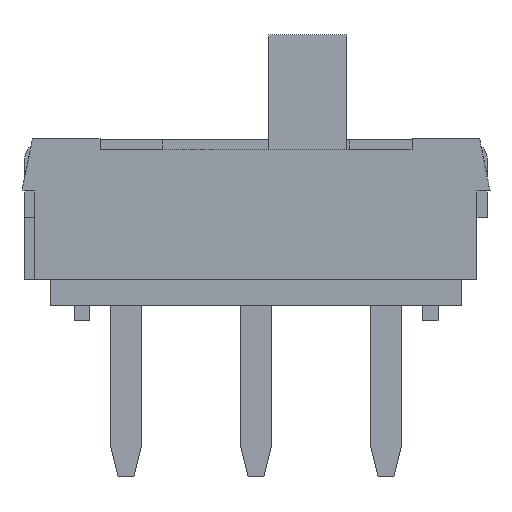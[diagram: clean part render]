
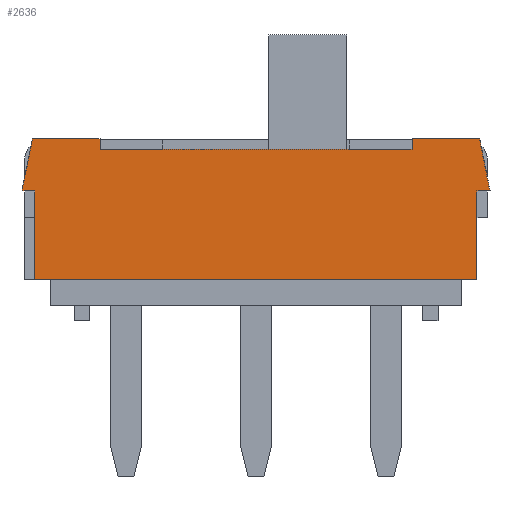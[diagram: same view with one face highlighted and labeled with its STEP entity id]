
A CAD part, front view. The second image highlights one B-rep face of the part: STEP entity #2636.
In plain terms, the highlighted planar face has unit normal (0, -1, 0).
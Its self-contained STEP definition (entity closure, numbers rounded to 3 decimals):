
#42=FACE_OUTER_BOUND('',#180,.T.);
#180=EDGE_LOOP('',(#1684,#1685,#1686,#1687,#1688,#1689,#1690,#1691,#1692,
#1693,#1694,#1695));
#324=LINE('',#3613,#679);
#367=LINE('',#3704,#722);
#368=LINE('',#3706,#723);
#369=LINE('',#3708,#724);
#370=LINE('',#3710,#725);
#371=LINE('',#3712,#726);
#372=LINE('',#3713,#727);
#373=LINE('',#3715,#728);
#374=LINE('',#3717,#729);
#375=LINE('',#3719,#730);
#376=LINE('',#3721,#731);
#377=LINE('',#3722,#732);
#679=VECTOR('',#2947,1.);
#722=VECTOR('',#3008,1.);
#723=VECTOR('',#3009,1.);
#724=VECTOR('',#3010,1.);
#725=VECTOR('',#3011,1.);
#726=VECTOR('',#3012,1.);
#727=VECTOR('',#3013,1.);
#728=VECTOR('',#3014,1.);
#729=VECTOR('',#3015,10.);
#730=VECTOR('',#3016,10.);
#731=VECTOR('',#3017,10.);
#732=VECTOR('',#3018,1.);
#1034=VERTEX_POINT('',#3610);
#1035=VERTEX_POINT('',#3612);
#1073=VERTEX_POINT('',#3702);
#1074=VERTEX_POINT('',#3703);
#1075=VERTEX_POINT('',#3705);
#1076=VERTEX_POINT('',#3707);
#1077=VERTEX_POINT('',#3709);
#1078=VERTEX_POINT('',#3711);
#1079=VERTEX_POINT('',#3714);
#1080=VERTEX_POINT('',#3716);
#1081=VERTEX_POINT('',#3718);
#1082=VERTEX_POINT('',#3720);
#1269=EDGE_CURVE('',#1035,#1034,#324,.T.);
#1312=EDGE_CURVE('',#1073,#1074,#367,.T.);
#1313=EDGE_CURVE('',#1075,#1073,#368,.T.);
#1314=EDGE_CURVE('',#1076,#1075,#369,.T.);
#1315=EDGE_CURVE('',#1077,#1076,#370,.T.);
#1316=EDGE_CURVE('',#1078,#1077,#371,.T.);
#1317=EDGE_CURVE('',#1078,#1035,#372,.T.);
#1318=EDGE_CURVE('',#1079,#1034,#373,.T.);
#1319=EDGE_CURVE('',#1079,#1080,#374,.T.);
#1320=EDGE_CURVE('',#1080,#1081,#375,.T.);
#1321=EDGE_CURVE('',#1081,#1082,#376,.T.);
#1322=EDGE_CURVE('',#1074,#1082,#377,.T.);
#1684=ORIENTED_EDGE('',*,*,#1312,.F.);
#1685=ORIENTED_EDGE('',*,*,#1313,.F.);
#1686=ORIENTED_EDGE('',*,*,#1314,.F.);
#1687=ORIENTED_EDGE('',*,*,#1315,.F.);
#1688=ORIENTED_EDGE('',*,*,#1316,.F.);
#1689=ORIENTED_EDGE('',*,*,#1317,.T.);
#1690=ORIENTED_EDGE('',*,*,#1269,.T.);
#1691=ORIENTED_EDGE('',*,*,#1318,.F.);
#1692=ORIENTED_EDGE('',*,*,#1319,.T.);
#1693=ORIENTED_EDGE('',*,*,#1320,.T.);
#1694=ORIENTED_EDGE('',*,*,#1321,.T.);
#1695=ORIENTED_EDGE('',*,*,#1322,.F.);
#2363=PLANE('',#2787);
#2636=ADVANCED_FACE('',(#42),#2363,.F.);
#2787=AXIS2_PLACEMENT_3D('',#3701,#3006,#3007);
#2947=DIRECTION('',(-1.,0.,0.));
#3006=DIRECTION('center_axis',(0.,1.,0.));
#3007=DIRECTION('ref_axis',(0.,0.,1.));
#3008=DIRECTION('',(-1.,0.,0.));
#3009=DIRECTION('',(0.,0.,-1.));
#3010=DIRECTION('',(-1.,0.,0.));
#3011=DIRECTION('',(0.196,0.,-0.981));
#3012=DIRECTION('',(1.,0.,0.));
#3013=DIRECTION('',(0.,0.,-1.));
#3014=DIRECTION('',(0.,0.,-1.));
#3015=DIRECTION('',(-1.,0.,0.));
#3016=DIRECTION('',(-0.196,0.,-0.981));
#3017=DIRECTION('',(1.,0.,0.));
#3018=DIRECTION('',(0.,0.,1.));
#3610=CARTESIAN_POINT('',(-0.5,-3.45,3.3));
#3612=CARTESIAN_POINT('',(5.5,-3.45,3.3));
#3613=CARTESIAN_POINT('',(-0.5,-3.45,3.3));
#3701=CARTESIAN_POINT('Origin',(-1.75,-3.45,0.8));
#3702=CARTESIAN_POINT('',(6.75,-3.45,0.8));
#3703=CARTESIAN_POINT('',(-1.75,-3.45,0.8));
#3704=CARTESIAN_POINT('',(6.75,-3.45,0.8));
#3705=CARTESIAN_POINT('',(6.75,-3.45,2.5));
#3706=CARTESIAN_POINT('',(6.75,-3.45,2.5));
#3707=CARTESIAN_POINT('',(7.,-3.45,2.5));
#3708=CARTESIAN_POINT('',(7.,-3.45,2.5));
#3709=CARTESIAN_POINT('',(6.8,-3.45,3.5));
#3710=CARTESIAN_POINT('',(6.8,-3.45,3.5));
#3711=CARTESIAN_POINT('',(5.5,-3.45,3.5));
#3712=CARTESIAN_POINT('',(-1.8,-3.45,3.5));
#3713=CARTESIAN_POINT('',(5.5,-3.45,3.5));
#3714=CARTESIAN_POINT('',(-0.5,-3.45,3.5));
#3715=CARTESIAN_POINT('',(-0.5,-3.45,3.5));
#3716=CARTESIAN_POINT('',(-1.8,-3.45,3.5));
#3717=CARTESIAN_POINT('',(-1.775,-3.45,3.5));
#3718=CARTESIAN_POINT('',(-2.,-3.45,2.5));
#3719=CARTESIAN_POINT('',(-2.159,-3.45,1.707));
#3720=CARTESIAN_POINT('',(-1.75,-3.45,2.5));
#3721=CARTESIAN_POINT('',(-1.75,-3.45,2.5));
#3722=CARTESIAN_POINT('',(-1.75,-3.45,0.8));
